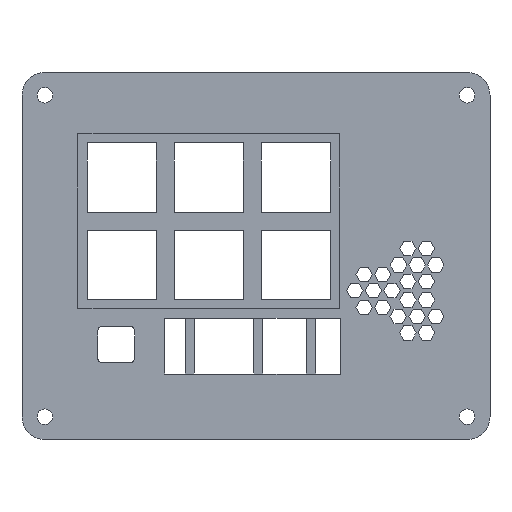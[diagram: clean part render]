
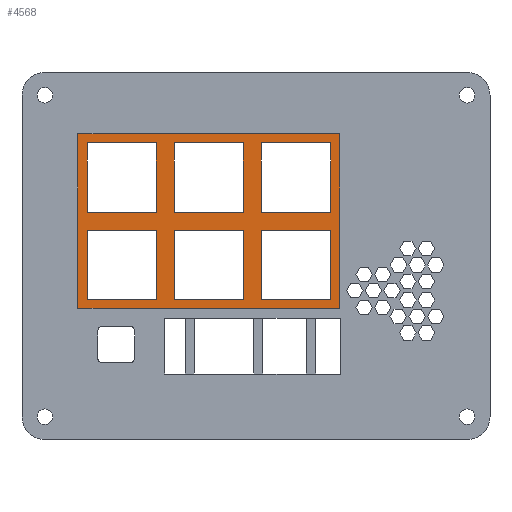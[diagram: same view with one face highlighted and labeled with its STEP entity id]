
A CAD part, front view. The second image highlights one B-rep face of the part: STEP entity #4568.
In plain terms, the highlighted planar face has unit normal (0, -1, 0).
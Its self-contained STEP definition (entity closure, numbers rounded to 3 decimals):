
#86=FACE_BOUND('',#425,.T.);
#87=FACE_BOUND('',#426,.T.);
#88=FACE_BOUND('',#427,.T.);
#89=FACE_BOUND('',#428,.T.);
#90=FACE_BOUND('',#429,.T.);
#91=FACE_BOUND('',#430,.T.);
#162=FACE_OUTER_BOUND('',#424,.T.);
#424=EDGE_LOOP('',(#3319,#3320,#3321,#3322));
#425=EDGE_LOOP('',(#3323,#3324,#3325,#3326));
#426=EDGE_LOOP('',(#3327,#3328,#3329,#3330));
#427=EDGE_LOOP('',(#3331,#3332,#3333,#3334));
#428=EDGE_LOOP('',(#3335,#3336,#3337,#3338));
#429=EDGE_LOOP('',(#3339,#3340,#3341,#3342));
#430=EDGE_LOOP('',(#3343,#3344,#3345,#3346));
#751=LINE('',#6347,#1381);
#753=LINE('',#6353,#1383);
#897=LINE('',#6664,#1527);
#898=LINE('',#6665,#1528);
#899=LINE('',#6668,#1529);
#900=LINE('',#6670,#1530);
#901=LINE('',#6672,#1531);
#902=LINE('',#6673,#1532);
#903=LINE('',#6676,#1533);
#904=LINE('',#6678,#1534);
#905=LINE('',#6680,#1535);
#906=LINE('',#6681,#1536);
#907=LINE('',#6684,#1537);
#908=LINE('',#6686,#1538);
#909=LINE('',#6688,#1539);
#910=LINE('',#6689,#1540);
#911=LINE('',#6692,#1541);
#912=LINE('',#6694,#1542);
#913=LINE('',#6696,#1543);
#914=LINE('',#6697,#1544);
#915=LINE('',#6700,#1545);
#916=LINE('',#6702,#1546);
#917=LINE('',#6704,#1547);
#918=LINE('',#6705,#1548);
#919=LINE('',#6708,#1549);
#920=LINE('',#6710,#1550);
#921=LINE('',#6712,#1551);
#922=LINE('',#6713,#1552);
#1381=VECTOR('',#5178,10.);
#1383=VECTOR('',#5182,10.);
#1527=VECTOR('',#5354,10.);
#1528=VECTOR('',#5355,10.);
#1529=VECTOR('',#5356,10.);
#1530=VECTOR('',#5357,10.);
#1531=VECTOR('',#5358,10.);
#1532=VECTOR('',#5359,10.);
#1533=VECTOR('',#5360,10.);
#1534=VECTOR('',#5361,10.);
#1535=VECTOR('',#5362,10.);
#1536=VECTOR('',#5363,10.);
#1537=VECTOR('',#5364,10.);
#1538=VECTOR('',#5365,10.);
#1539=VECTOR('',#5366,10.);
#1540=VECTOR('',#5367,10.);
#1541=VECTOR('',#5368,10.);
#1542=VECTOR('',#5369,10.);
#1543=VECTOR('',#5370,10.);
#1544=VECTOR('',#5371,10.);
#1545=VECTOR('',#5372,10.);
#1546=VECTOR('',#5373,10.);
#1547=VECTOR('',#5374,10.);
#1548=VECTOR('',#5375,10.);
#1549=VECTOR('',#5376,10.);
#1550=VECTOR('',#5377,10.);
#1551=VECTOR('',#5378,10.);
#1552=VECTOR('',#5379,10.);
#1986=VERTEX_POINT('',#6341);
#1988=VERTEX_POINT('',#6345);
#1990=VERTEX_POINT('',#6350);
#1991=VERTEX_POINT('',#6352);
#2145=VERTEX_POINT('',#6666);
#2146=VERTEX_POINT('',#6667);
#2147=VERTEX_POINT('',#6669);
#2148=VERTEX_POINT('',#6671);
#2149=VERTEX_POINT('',#6674);
#2150=VERTEX_POINT('',#6675);
#2151=VERTEX_POINT('',#6677);
#2152=VERTEX_POINT('',#6679);
#2153=VERTEX_POINT('',#6682);
#2154=VERTEX_POINT('',#6683);
#2155=VERTEX_POINT('',#6685);
#2156=VERTEX_POINT('',#6687);
#2157=VERTEX_POINT('',#6690);
#2158=VERTEX_POINT('',#6691);
#2159=VERTEX_POINT('',#6693);
#2160=VERTEX_POINT('',#6695);
#2161=VERTEX_POINT('',#6698);
#2162=VERTEX_POINT('',#6699);
#2163=VERTEX_POINT('',#6701);
#2164=VERTEX_POINT('',#6703);
#2165=VERTEX_POINT('',#6706);
#2166=VERTEX_POINT('',#6707);
#2167=VERTEX_POINT('',#6709);
#2168=VERTEX_POINT('',#6711);
#2447=EDGE_CURVE('',#1986,#1988,#751,.T.);
#2449=EDGE_CURVE('',#1990,#1991,#753,.T.);
#2605=EDGE_CURVE('',#1990,#1986,#897,.T.);
#2606=EDGE_CURVE('',#1991,#1988,#898,.T.);
#2607=EDGE_CURVE('',#2145,#2146,#899,.T.);
#2608=EDGE_CURVE('',#2146,#2147,#900,.T.);
#2609=EDGE_CURVE('',#2147,#2148,#901,.T.);
#2610=EDGE_CURVE('',#2148,#2145,#902,.T.);
#2611=EDGE_CURVE('',#2149,#2150,#903,.T.);
#2612=EDGE_CURVE('',#2150,#2151,#904,.T.);
#2613=EDGE_CURVE('',#2151,#2152,#905,.T.);
#2614=EDGE_CURVE('',#2152,#2149,#906,.T.);
#2615=EDGE_CURVE('',#2153,#2154,#907,.T.);
#2616=EDGE_CURVE('',#2154,#2155,#908,.T.);
#2617=EDGE_CURVE('',#2155,#2156,#909,.T.);
#2618=EDGE_CURVE('',#2156,#2153,#910,.T.);
#2619=EDGE_CURVE('',#2157,#2158,#911,.T.);
#2620=EDGE_CURVE('',#2158,#2159,#912,.T.);
#2621=EDGE_CURVE('',#2159,#2160,#913,.T.);
#2622=EDGE_CURVE('',#2160,#2157,#914,.T.);
#2623=EDGE_CURVE('',#2161,#2162,#915,.T.);
#2624=EDGE_CURVE('',#2162,#2163,#916,.T.);
#2625=EDGE_CURVE('',#2163,#2164,#917,.T.);
#2626=EDGE_CURVE('',#2164,#2161,#918,.T.);
#2627=EDGE_CURVE('',#2165,#2166,#919,.T.);
#2628=EDGE_CURVE('',#2166,#2167,#920,.T.);
#2629=EDGE_CURVE('',#2167,#2168,#921,.T.);
#2630=EDGE_CURVE('',#2168,#2165,#922,.T.);
#3319=ORIENTED_EDGE('',*,*,#2605,.T.);
#3320=ORIENTED_EDGE('',*,*,#2447,.T.);
#3321=ORIENTED_EDGE('',*,*,#2606,.F.);
#3322=ORIENTED_EDGE('',*,*,#2449,.F.);
#3323=ORIENTED_EDGE('',*,*,#2607,.T.);
#3324=ORIENTED_EDGE('',*,*,#2608,.T.);
#3325=ORIENTED_EDGE('',*,*,#2609,.T.);
#3326=ORIENTED_EDGE('',*,*,#2610,.T.);
#3327=ORIENTED_EDGE('',*,*,#2611,.T.);
#3328=ORIENTED_EDGE('',*,*,#2612,.T.);
#3329=ORIENTED_EDGE('',*,*,#2613,.T.);
#3330=ORIENTED_EDGE('',*,*,#2614,.T.);
#3331=ORIENTED_EDGE('',*,*,#2615,.T.);
#3332=ORIENTED_EDGE('',*,*,#2616,.T.);
#3333=ORIENTED_EDGE('',*,*,#2617,.T.);
#3334=ORIENTED_EDGE('',*,*,#2618,.T.);
#3335=ORIENTED_EDGE('',*,*,#2619,.T.);
#3336=ORIENTED_EDGE('',*,*,#2620,.T.);
#3337=ORIENTED_EDGE('',*,*,#2621,.T.);
#3338=ORIENTED_EDGE('',*,*,#2622,.T.);
#3339=ORIENTED_EDGE('',*,*,#2623,.T.);
#3340=ORIENTED_EDGE('',*,*,#2624,.T.);
#3341=ORIENTED_EDGE('',*,*,#2625,.T.);
#3342=ORIENTED_EDGE('',*,*,#2626,.T.);
#3343=ORIENTED_EDGE('',*,*,#2627,.T.);
#3344=ORIENTED_EDGE('',*,*,#2628,.T.);
#3345=ORIENTED_EDGE('',*,*,#2629,.T.);
#3346=ORIENTED_EDGE('',*,*,#2630,.T.);
#4353=PLANE('',#4821);
#4568=ADVANCED_FACE('',(#162,#86,#87,#88,#89,#90,#91),#4353,.T.);
#4821=AXIS2_PLACEMENT_3D('',#6663,#5352,#5353);
#5178=DIRECTION('',(0.,0.,-1.));
#5182=DIRECTION('',(0.,0.,-1.));
#5352=DIRECTION('center_axis',(0.,-1.,0.));
#5353=DIRECTION('ref_axis',(0.,0.,1.));
#5354=DIRECTION('',(-1.,0.,0.));
#5355=DIRECTION('',(-1.,0.,0.));
#5356=DIRECTION('',(0.,0.,-1.));
#5357=DIRECTION('',(-1.,0.,0.));
#5358=DIRECTION('',(0.,0.,1.));
#5359=DIRECTION('',(1.,0.,0.));
#5360=DIRECTION('',(1.,0.,0.));
#5361=DIRECTION('',(0.,0.,-1.));
#5362=DIRECTION('',(-1.,0.,0.));
#5363=DIRECTION('',(0.,0.,1.));
#5364=DIRECTION('',(0.,0.,-1.));
#5365=DIRECTION('',(-1.,0.,0.));
#5366=DIRECTION('',(0.,0.,1.));
#5367=DIRECTION('',(1.,0.,0.));
#5368=DIRECTION('',(-1.,0.,0.));
#5369=DIRECTION('',(0.,0.,1.));
#5370=DIRECTION('',(1.,0.,0.));
#5371=DIRECTION('',(0.,0.,-1.));
#5372=DIRECTION('',(0.,0.,1.));
#5373=DIRECTION('',(1.,0.,0.));
#5374=DIRECTION('',(0.,0.,-1.));
#5375=DIRECTION('',(-1.,0.,0.));
#5376=DIRECTION('',(0.,0.,1.));
#5377=DIRECTION('',(1.,0.,0.));
#5378=DIRECTION('',(0.,0.,-1.));
#5379=DIRECTION('',(-1.,0.,0.));
#6341=CARTESIAN_POINT('',(-85.025,5.,-13.435));
#6345=CARTESIAN_POINT('',(-85.025,5.,-51.565));
#6347=CARTESIAN_POINT('',(-85.025,5.,-26.942));
#6350=CARTESIAN_POINT('',(-27.825,5.,-13.435));
#6352=CARTESIAN_POINT('',(-27.825,5.,-51.565));
#6353=CARTESIAN_POINT('',(-27.825,5.,-26.78));
#6663=CARTESIAN_POINT('Origin',(-46.125,5.,-40.125));
#6664=CARTESIAN_POINT('',(-36.975,5.,-13.435));
#6665=CARTESIAN_POINT('',(-36.975,5.,-51.565));
#6666=CARTESIAN_POINT('',(-29.815,5.,-15.425));
#6667=CARTESIAN_POINT('',(-29.815,5.,-30.545));
#6668=CARTESIAN_POINT('',(-29.815,5.,-36.135));
#6669=CARTESIAN_POINT('',(-44.935,5.,-30.545));
#6670=CARTESIAN_POINT('',(-46.33,5.,-30.545));
#6671=CARTESIAN_POINT('',(-44.935,5.,-15.425));
#6672=CARTESIAN_POINT('',(-44.935,5.,-26.975));
#6673=CARTESIAN_POINT('',(-37.17,5.,-15.425));
#6674=CARTESIAN_POINT('',(-83.035,5.,-15.425));
#6675=CARTESIAN_POINT('',(-67.915,5.,-15.425));
#6676=CARTESIAN_POINT('',(-56.22,5.,-15.425));
#6677=CARTESIAN_POINT('',(-67.915,5.,-30.545));
#6678=CARTESIAN_POINT('',(-67.915,5.,-36.135));
#6679=CARTESIAN_POINT('',(-83.035,5.,-30.545));
#6680=CARTESIAN_POINT('',(-65.38,5.,-30.545));
#6681=CARTESIAN_POINT('',(-83.035,5.,-26.975));
#6682=CARTESIAN_POINT('',(-48.865,5.,-15.425));
#6683=CARTESIAN_POINT('',(-48.865,5.,-30.545));
#6684=CARTESIAN_POINT('',(-48.865,5.,-36.135));
#6685=CARTESIAN_POINT('',(-63.985,5.,-30.545));
#6686=CARTESIAN_POINT('',(-55.855,5.,-30.545));
#6687=CARTESIAN_POINT('',(-63.985,5.,-15.425));
#6688=CARTESIAN_POINT('',(-63.985,5.,-26.975));
#6689=CARTESIAN_POINT('',(-46.695,5.,-15.425));
#6690=CARTESIAN_POINT('',(-67.915,5.,-49.575));
#6691=CARTESIAN_POINT('',(-83.035,5.,-49.575));
#6692=CARTESIAN_POINT('',(-65.38,5.,-49.575));
#6693=CARTESIAN_POINT('',(-83.035,5.,-34.495));
#6694=CARTESIAN_POINT('',(-83.035,5.,-36.51));
#6695=CARTESIAN_POINT('',(-67.915,5.,-34.495));
#6696=CARTESIAN_POINT('',(-56.22,5.,-34.495));
#6697=CARTESIAN_POINT('',(-67.915,5.,-45.65));
#6698=CARTESIAN_POINT('',(-63.985,5.,-49.575));
#6699=CARTESIAN_POINT('',(-63.985,5.,-34.495));
#6700=CARTESIAN_POINT('',(-63.985,5.,-36.51));
#6701=CARTESIAN_POINT('',(-48.865,5.,-34.495));
#6702=CARTESIAN_POINT('',(-46.695,5.,-34.495));
#6703=CARTESIAN_POINT('',(-48.865,5.,-49.575));
#6704=CARTESIAN_POINT('',(-48.865,5.,-45.65));
#6705=CARTESIAN_POINT('',(-55.855,5.,-49.575));
#6706=CARTESIAN_POINT('',(-44.935,5.,-49.575));
#6707=CARTESIAN_POINT('',(-44.935,5.,-34.495));
#6708=CARTESIAN_POINT('',(-44.935,5.,-36.51));
#6709=CARTESIAN_POINT('',(-29.815,5.,-34.495));
#6710=CARTESIAN_POINT('',(-37.17,5.,-34.495));
#6711=CARTESIAN_POINT('',(-29.815,5.,-49.575));
#6712=CARTESIAN_POINT('',(-29.815,5.,-45.65));
#6713=CARTESIAN_POINT('',(-46.33,5.,-49.575));
